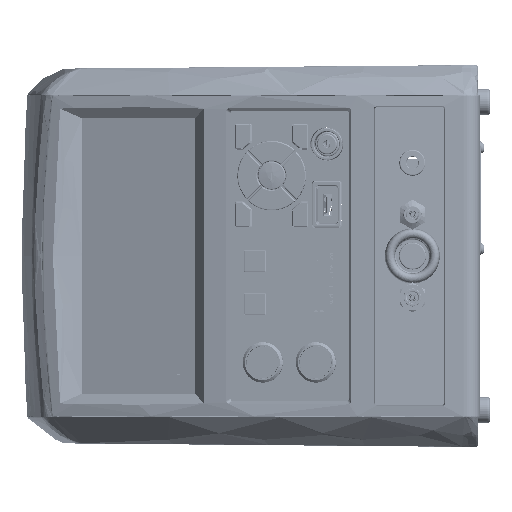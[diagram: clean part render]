
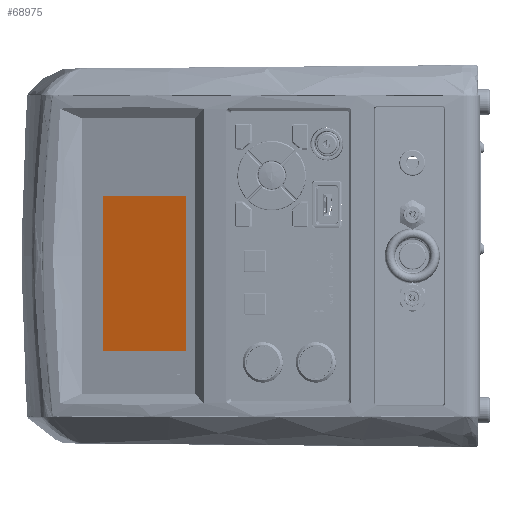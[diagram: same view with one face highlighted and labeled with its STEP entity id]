
A CAD part, left-side view. The second image highlights one B-rep face of the part: STEP entity #68975.
In plain terms, the highlighted planar face has unit normal (-0.94, 0.342, 0).
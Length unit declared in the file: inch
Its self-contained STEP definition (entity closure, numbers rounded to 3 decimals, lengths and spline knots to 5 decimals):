
#11037 = VERTEX_POINT ( 'NONE', #159940 ) ;
#15282 = LINE ( 'NONE', #139560, #146934 ) ;
#21240 = EDGE_CURVE ( 'NONE', #176055, #105915, #140010, .T. ) ;
#22196 = CARTESIAN_POINT ( 'NONE',  ( 4.56193, 12.62774, 13.60461 ) ) ;
#27324 = DIRECTION ( 'NONE',  ( -0.342, -0.94, 0. ) ) ;
#35791 = DIRECTION ( 'NONE',  ( -0.94, 0.342, 0. ) ) ;
#36529 = CARTESIAN_POINT ( 'NONE',  ( 5.28731, 14.6207, 13.60461 ) ) ;
#42422 = VERTEX_POINT ( 'NONE', #165136 ) ;
#48627 = LINE ( 'NONE', #36529, #135769 ) ;
#65128 = EDGE_CURVE ( 'NONE', #105915, #11037, #182787, .T. ) ;
#67281 = ORIENTED_EDGE ( 'NONE', *, *, #65128, .T. ) ;
#67730 = CARTESIAN_POINT ( 'NONE',  ( 4.56193, 12.62774, 9.86287 ) ) ;
#68632 = DIRECTION ( 'NONE',  ( 0., 0., 1. ) ) ;
#68975 = ADVANCED_FACE ( 'NONE', ( #149856 ), #176703, .T. ) ;
#69780 = CARTESIAN_POINT ( 'NONE',  ( 5.28731, 14.6207, 13.60461 ) ) ;
#71091 = CARTESIAN_POINT ( 'NONE',  ( 4.56193, 12.62774, 9.86287 ) ) ;
#76177 = EDGE_LOOP ( 'NONE', ( #151958, #88438, #153489, #67281 ) ) ;
#88438 = ORIENTED_EDGE ( 'NONE', *, *, #143804, .T. ) ;
#99226 = VECTOR ( 'NONE', #68632, 39.37008 ) ;
#101317 = AXIS2_PLACEMENT_3D ( 'NONE', #162775, #35791, #148921 ) ;
#105915 = VERTEX_POINT ( 'NONE', #22196 ) ;
#135769 = VECTOR ( 'NONE', #163476, 39.37008 ) ;
#139560 = CARTESIAN_POINT ( 'NONE',  ( 5.28731, 14.6207, 9.86287 ) ) ;
#140010 = LINE ( 'NONE', #67730, #99226 ) ;
#142082 = DIRECTION ( 'NONE',  ( 0.342, 0.94, 0. ) ) ;
#143804 = EDGE_CURVE ( 'NONE', #42422, #176055, #15282, .T. ) ;
#146934 = VECTOR ( 'NONE', #27324, 39.37008 ) ;
#148921 = DIRECTION ( 'NONE',  ( 0., 0., 1. ) ) ;
#149856 = FACE_OUTER_BOUND ( 'NONE', #76177, .T. ) ;
#151958 = ORIENTED_EDGE ( 'NONE', *, *, #154707, .T. ) ;
#153489 = ORIENTED_EDGE ( 'NONE', *, *, #21240, .T. ) ;
#154707 = EDGE_CURVE ( 'NONE', #11037, #42422, #48627, .T. ) ;
#159940 = CARTESIAN_POINT ( 'NONE',  ( 5.28731, 14.6207, 13.60461 ) ) ;
#162775 = CARTESIAN_POINT ( 'NONE',  ( 5.28731, 14.6207, 9.86287 ) ) ;
#163476 = DIRECTION ( 'NONE',  ( 0., 0., -1. ) ) ;
#165136 = CARTESIAN_POINT ( 'NONE',  ( 5.28731, 14.6207, 9.86287 ) ) ;
#169411 = VECTOR ( 'NONE', #142082, 39.37008 ) ;
#176055 = VERTEX_POINT ( 'NONE', #71091 ) ;
#176703 = PLANE ( 'NONE',  #101317 ) ;
#182787 = LINE ( 'NONE', #69780, #169411 ) ;
